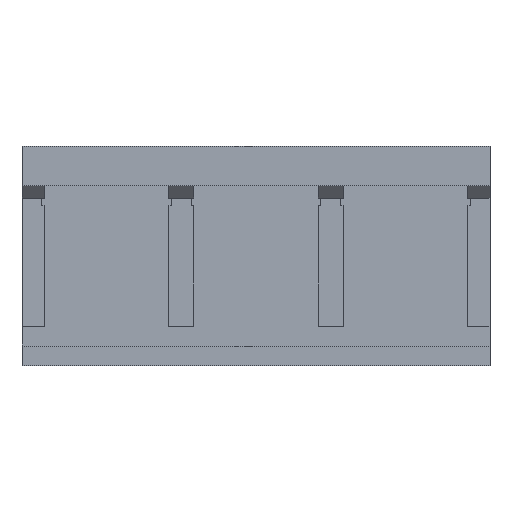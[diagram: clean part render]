
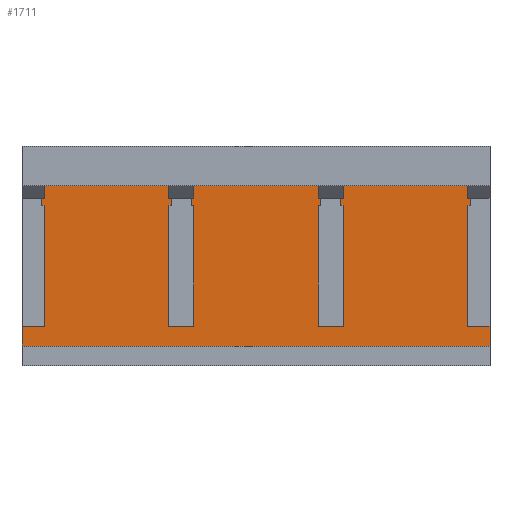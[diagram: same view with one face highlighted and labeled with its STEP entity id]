
A CAD part, top view. The second image highlights one B-rep face of the part: STEP entity #1711.
In plain terms, the highlighted planar face has unit normal (0, 0, 1).
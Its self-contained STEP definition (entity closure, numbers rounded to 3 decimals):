
#169=FACE_OUTER_BOUND('',#255,.T.);
#255=EDGE_LOOP('',(#1505,#1506,#1507,#1508,#1509,#1510,#1511,#1512,#1513,
#1514,#1515,#1516,#1517,#1518,#1519,#1520));
#310=LINE('',#2319,#538);
#326=LINE('',#2349,#554);
#334=LINE('',#2363,#562);
#362=LINE('',#2420,#590);
#365=LINE('',#2427,#593);
#379=LINE('',#2455,#607);
#387=LINE('',#2472,#615);
#407=LINE('',#2511,#635);
#420=LINE('',#2535,#648);
#428=LINE('',#2553,#656);
#437=LINE('',#2573,#665);
#464=LINE('',#2625,#692);
#474=LINE('',#2640,#702);
#479=LINE('',#2654,#707);
#480=LINE('',#2657,#708);
#481=LINE('',#2658,#709);
#538=VECTOR('',#1898,1000.);
#554=VECTOR('',#1922,1000.);
#562=VECTOR('',#1932,1000.);
#590=VECTOR('',#1980,1000.);
#593=VECTOR('',#1987,1000.);
#607=VECTOR('',#2013,1000.);
#615=VECTOR('',#2025,1000.);
#635=VECTOR('',#2057,1000.);
#648=VECTOR('',#2080,1000.);
#656=VECTOR('',#2100,1000.);
#665=VECTOR('',#2113,1000.);
#692=VECTOR('',#2156,1000.);
#702=VECTOR('',#2168,1000.);
#707=VECTOR('',#2191,1000.);
#708=VECTOR('',#2194,1000.);
#709=VECTOR('',#2195,1000.);
#755=VERTEX_POINT('',#2316);
#756=VERTEX_POINT('',#2318);
#765=VERTEX_POINT('',#2346);
#771=VERTEX_POINT('',#2361);
#787=VERTEX_POINT('',#2412);
#790=VERTEX_POINT('',#2418);
#792=VERTEX_POINT('',#2426);
#800=VERTEX_POINT('',#2454);
#805=VERTEX_POINT('',#2468);
#807=VERTEX_POINT('',#2471);
#820=VERTEX_POINT('',#2510);
#830=VERTEX_POINT('',#2552);
#837=VERTEX_POINT('',#2569);
#839=VERTEX_POINT('',#2572);
#856=VERTEX_POINT('',#2624);
#861=VERTEX_POINT('',#2656);
#914=EDGE_CURVE('',#755,#756,#310,.T.);
#930=EDGE_CURVE('',#765,#755,#326,.T.);
#938=EDGE_CURVE('',#771,#765,#334,.T.);
#966=EDGE_CURVE('',#790,#787,#362,.T.);
#969=EDGE_CURVE('',#792,#787,#365,.T.);
#983=EDGE_CURVE('',#800,#792,#379,.T.);
#991=EDGE_CURVE('',#805,#807,#387,.T.);
#1011=EDGE_CURVE('',#820,#807,#407,.T.);
#1024=EDGE_CURVE('',#800,#805,#420,.T.);
#1032=EDGE_CURVE('',#830,#820,#428,.T.);
#1041=EDGE_CURVE('',#837,#839,#437,.T.);
#1068=EDGE_CURVE('',#856,#839,#464,.T.);
#1078=EDGE_CURVE('',#830,#837,#474,.T.);
#1083=EDGE_CURVE('',#771,#856,#479,.T.);
#1084=EDGE_CURVE('',#790,#861,#480,.T.);
#1085=EDGE_CURVE('',#756,#861,#481,.T.);
#1505=ORIENTED_EDGE('',*,*,#1083,.T.);
#1506=ORIENTED_EDGE('',*,*,#1068,.T.);
#1507=ORIENTED_EDGE('',*,*,#1041,.F.);
#1508=ORIENTED_EDGE('',*,*,#1078,.F.);
#1509=ORIENTED_EDGE('',*,*,#1032,.T.);
#1510=ORIENTED_EDGE('',*,*,#1011,.T.);
#1511=ORIENTED_EDGE('',*,*,#991,.F.);
#1512=ORIENTED_EDGE('',*,*,#1024,.F.);
#1513=ORIENTED_EDGE('',*,*,#983,.T.);
#1514=ORIENTED_EDGE('',*,*,#969,.T.);
#1515=ORIENTED_EDGE('',*,*,#966,.F.);
#1516=ORIENTED_EDGE('',*,*,#1084,.T.);
#1517=ORIENTED_EDGE('',*,*,#1085,.F.);
#1518=ORIENTED_EDGE('',*,*,#914,.F.);
#1519=ORIENTED_EDGE('',*,*,#930,.F.);
#1520=ORIENTED_EDGE('',*,*,#938,.F.);
#1627=PLANE('',#1809);
#1711=ADVANCED_FACE('',(#169),#1627,.T.);
#1809=AXIS2_PLACEMENT_3D('',#2655,#2192,#2193);
#1898=DIRECTION('',(0.,-1.,0.));
#1922=DIRECTION('',(1.,0.,0.));
#1932=DIRECTION('',(0.,-1.,0.));
#1980=DIRECTION('',(1.,0.,0.));
#1987=DIRECTION('',(0.,-1.,0.));
#2013=DIRECTION('',(-1.,0.,0.));
#2025=DIRECTION('',(1.,0.,0.));
#2057=DIRECTION('',(0.,-1.,0.));
#2080=DIRECTION('',(0.,-1.,0.));
#2100=DIRECTION('',(-1.,0.,0.));
#2113=DIRECTION('',(1.,0.,0.));
#2156=DIRECTION('',(0.,-1.,0.));
#2168=DIRECTION('',(0.,-1.,0.));
#2191=DIRECTION('',(-1.,0.,0.));
#2192=DIRECTION('center_axis',(0.,0.,1.));
#2193=DIRECTION('ref_axis',(1.,0.,0.));
#2194=DIRECTION('',(0.,-1.,0.));
#2195=DIRECTION('',(-1.,0.,0.));
#2316=CARTESIAN_POINT('',(32.125,4.,2.));
#2318=CARTESIAN_POINT('',(32.125,2.,2.));
#2319=CARTESIAN_POINT('',(32.125,7.125,2.));
#2346=CARTESIAN_POINT('',(30.125,4.,2.));
#2349=CARTESIAN_POINT('',(31.,4.,2.));
#2361=CARTESIAN_POINT('',(30.125,20.25,2.));
#2363=CARTESIAN_POINT('',(30.125,11.125,2.));
#2412=CARTESIAN_POINT('',(-13.325,4.,2.));
#2418=CARTESIAN_POINT('',(-15.325,4.,2.));
#2420=CARTESIAN_POINT('',(-14.2,4.,2.));
#2426=CARTESIAN_POINT('',(-13.325,20.25,2.));
#2427=CARTESIAN_POINT('',(-13.325,11.125,2.));
#2454=CARTESIAN_POINT('',(-0.175,20.25,2.));
#2455=CARTESIAN_POINT('',(-9.55,20.25,2.));
#2468=CARTESIAN_POINT('',(-0.175,4.,2.));
#2471=CARTESIAN_POINT('',(1.825,4.,2.));
#2472=CARTESIAN_POINT('',(0.825,4.,2.));
#2510=CARTESIAN_POINT('',(1.825,20.25,2.));
#2511=CARTESIAN_POINT('',(1.825,11.125,2.));
#2535=CARTESIAN_POINT('',(-0.175,11.125,2.));
#2552=CARTESIAN_POINT('',(14.975,20.25,2.));
#2553=CARTESIAN_POINT('',(5.6,20.25,2.));
#2569=CARTESIAN_POINT('',(14.975,4.,2.));
#2572=CARTESIAN_POINT('',(16.975,4.,2.));
#2573=CARTESIAN_POINT('',(15.975,4.,2.));
#2624=CARTESIAN_POINT('',(16.975,20.25,2.));
#2625=CARTESIAN_POINT('',(16.975,11.125,2.));
#2640=CARTESIAN_POINT('',(14.975,11.125,2.));
#2654=CARTESIAN_POINT('',(20.75,20.25,2.));
#2655=CARTESIAN_POINT('Origin',(5.6,11.125,2.));
#2656=CARTESIAN_POINT('',(-15.325,2.,2.));
#2657=CARTESIAN_POINT('',(-15.325,7.125,2.));
#2658=CARTESIAN_POINT('',(0.,2.,2.));
